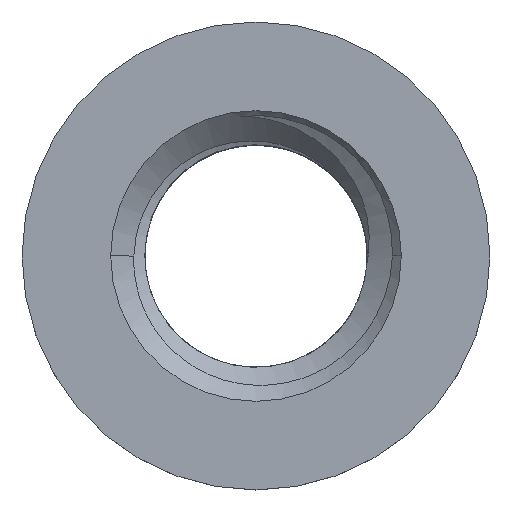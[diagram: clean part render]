
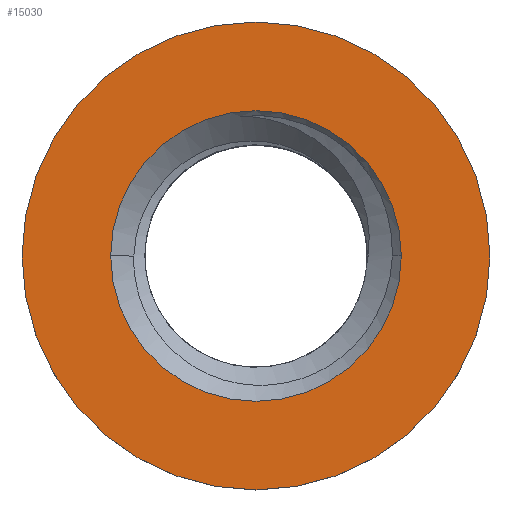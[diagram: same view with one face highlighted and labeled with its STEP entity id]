
A CAD part, top view. The second image highlights one B-rep face of the part: STEP entity #15030.
In plain terms, the highlighted planar face has unit normal (0, 0, 1).
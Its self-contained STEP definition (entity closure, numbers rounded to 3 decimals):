
#42 = FACE_OUTER_BOUND ( 'NONE', #12163, .T. ) ;
#207 = CARTESIAN_POINT ( 'NONE',  ( -2.587, 0., 3.365 ) ) ;
#1841 = ORIENTED_EDGE ( 'NONE', *, *, #12266, .F. ) ;
#2501 = AXIS2_PLACEMENT_3D ( 'NONE', #17871, #4475, #10311 ) ;
#3442 = AXIS2_PLACEMENT_3D ( 'NONE', #11974, #4702, #10535 ) ;
#3756 = CIRCLE ( 'NONE', #14141, 2.587 ) ;
#4475 = DIRECTION ( 'NONE',  ( 0., 0., -1. ) ) ;
#4702 = DIRECTION ( 'NONE',  ( 0., 0., 1. ) ) ;
#5080 = ORIENTED_EDGE ( 'NONE', *, *, #14662, .T. ) ;
#5905 = PLANE ( 'NONE',  #2501 ) ;
#6207 = CARTESIAN_POINT ( 'NONE',  ( 2.587, 0., 3.365 ) ) ;
#6301 = DIRECTION ( 'NONE',  ( 0., 0., 1. ) ) ;
#7065 = CIRCLE ( 'NONE', #3442, 4.165 ) ;
#7101 = DIRECTION ( 'NONE',  ( 1., 0., 0. ) ) ;
#7858 = CIRCLE ( 'NONE', #17321, 2.587 ) ;
#8359 = CARTESIAN_POINT ( 'NONE',  ( 4.165, 0., 3.365 ) ) ;
#8862 = EDGE_LOOP ( 'NONE', ( #15172, #1841 ) ) ;
#9253 = FACE_BOUND ( 'NONE', #8862, .T. ) ;
#9943 = CARTESIAN_POINT ( 'NONE',  ( -4.165, 0., 3.365 ) ) ;
#10216 = CARTESIAN_POINT ( 'NONE',  ( 0., 0., 3.365 ) ) ;
#10289 = EDGE_CURVE ( 'NONE', #18586, #12573, #7858, .T. ) ;
#10311 = DIRECTION ( 'NONE',  ( -1., 0., 0. ) ) ;
#10535 = DIRECTION ( 'NONE',  ( 1., 0., 0. ) ) ;
#10810 = DIRECTION ( 'NONE',  ( 1., 0., 0. ) ) ;
#11074 = AXIS2_PLACEMENT_3D ( 'NONE', #11510, #18971, #7101 ) ;
#11510 = CARTESIAN_POINT ( 'NONE',  ( 0., 0., 3.365 ) ) ;
#11588 = EDGE_CURVE ( 'NONE', #16227, #14552, #7065, .T. ) ;
#11974 = CARTESIAN_POINT ( 'NONE',  ( 0., 0., 3.365 ) ) ;
#11999 = CIRCLE ( 'NONE', #11074, 4.165 ) ;
#12163 = EDGE_LOOP ( 'NONE', ( #5080, #13459 ) ) ;
#12266 = EDGE_CURVE ( 'NONE', #12573, #18586, #3756, .T. ) ;
#12573 = VERTEX_POINT ( 'NONE', #207 ) ;
#13459 = ORIENTED_EDGE ( 'NONE', *, *, #11588, .T. ) ;
#14141 = AXIS2_PLACEMENT_3D ( 'NONE', #15118, #6301, #10810 ) ;
#14552 = VERTEX_POINT ( 'NONE', #8359 ) ;
#14662 = EDGE_CURVE ( 'NONE', #14552, #16227, #11999, .T. ) ;
#15030 = ADVANCED_FACE ( 'NONE', ( #9253, #42 ), #5905, .F. ) ;
#15077 = DIRECTION ( 'NONE',  ( 0., 0., 1. ) ) ;
#15118 = CARTESIAN_POINT ( 'NONE',  ( 0., 0., 3.365 ) ) ;
#15172 = ORIENTED_EDGE ( 'NONE', *, *, #10289, .F. ) ;
#16227 = VERTEX_POINT ( 'NONE', #9943 ) ;
#17321 = AXIS2_PLACEMENT_3D ( 'NONE', #10216, #15077, #17581 ) ;
#17581 = DIRECTION ( 'NONE',  ( 1., 0., 0. ) ) ;
#17871 = CARTESIAN_POINT ( 'NONE',  ( 0., 2.5, 3.365 ) ) ;
#18586 = VERTEX_POINT ( 'NONE', #6207 ) ;
#18971 = DIRECTION ( 'NONE',  ( 0., 0., 1. ) ) ;
